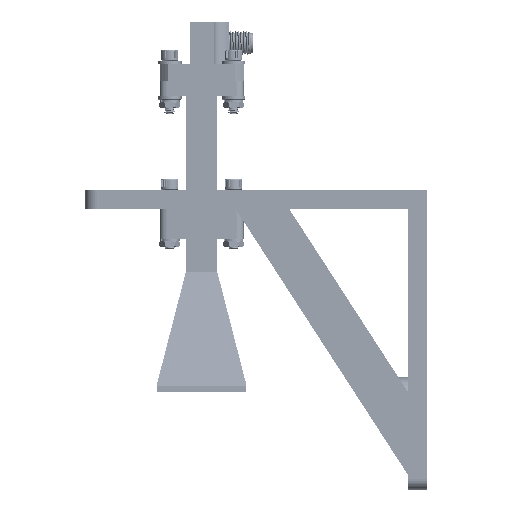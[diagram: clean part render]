
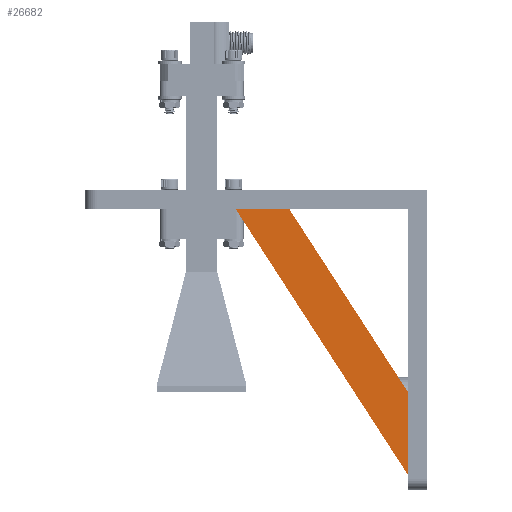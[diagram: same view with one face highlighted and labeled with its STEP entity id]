
A CAD part, left-side view. The second image highlights one B-rep face of the part: STEP entity #26682.
In plain terms, the highlighted planar face has unit normal (-1, 0, 0).
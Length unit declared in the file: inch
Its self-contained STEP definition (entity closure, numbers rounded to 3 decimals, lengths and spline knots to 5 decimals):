
#743 = FACE_OUTER_BOUND ( 'NONE', #43263, .T. ) ;
#865 = EDGE_CURVE ( 'NONE', #12073, #22292, #32276, .T. ) ;
#5127 = ORIENTED_EDGE ( 'NONE', *, *, #39687, .F. ) ;
#9456 = LINE ( 'NONE', #18539, #33808 ) ;
#12073 = VERTEX_POINT ( 'NONE', #12897 ) ;
#12897 = CARTESIAN_POINT ( 'NONE',  ( -1.22047, 1.44488, -0.19685 ) ) ;
#14009 = CARTESIAN_POINT ( 'NONE',  ( -1.22047, 2.00791, -0.19685 ) ) ;
#14666 = DIRECTION ( 'NONE',  ( 0., -0.544, -0.839 ) ) ;
#14790 = CARTESIAN_POINT ( 'NONE',  ( -1.22047, 0.19685, -2.99056 ) ) ;
#18339 = LINE ( 'NONE', #14790, #24501 ) ;
#18353 = VECTOR ( 'NONE', #14666, 39.37008 ) ;
#18497 = CARTESIAN_POINT ( 'NONE',  ( -1.22047, 0.19685, -2.12205 ) ) ;
#18539 = CARTESIAN_POINT ( 'NONE',  ( -1.22047, 1.44488, -0.19685 ) ) ;
#18664 = PLANE ( 'NONE',  #37003 ) ;
#18863 = ORIENTED_EDGE ( 'NONE', *, *, #865, .F. ) ;
#19555 = CARTESIAN_POINT ( 'NONE',  ( -1.22047, 2.00791, -0.19685 ) ) ;
#19805 = EDGE_CURVE ( 'NONE', #55124, #12073, #9456, .T. ) ;
#20133 = LINE ( 'NONE', #19555, #36161 ) ;
#20732 = EDGE_CURVE ( 'NONE', #22292, #23131, #18339, .T. ) ;
#21240 = ORIENTED_EDGE ( 'NONE', *, *, #19805, .F. ) ;
#22053 = ORIENTED_EDGE ( 'NONE', *, *, #20732, .F. ) ;
#22292 = VERTEX_POINT ( 'NONE', #56234 ) ;
#23131 = VERTEX_POINT ( 'NONE', #40902 ) ;
#24501 = VECTOR ( 'NONE', #32708, 39.37008 ) ;
#26682 = ADVANCED_FACE ( 'NONE', ( #743 ), #18664, .F. ) ;
#27631 = DIRECTION ( 'NONE',  ( 0., -1., 0. ) ) ;
#27764 = DIRECTION ( 'NONE',  ( 1., 0., 0. ) ) ;
#32276 = LINE ( 'NONE', #18497, #18353 ) ;
#32708 = DIRECTION ( 'NONE',  ( 0., 0., -1. ) ) ;
#33808 = VECTOR ( 'NONE', #27631, 39.37008 ) ;
#36161 = VECTOR ( 'NONE', #41579, 39.37008 ) ;
#36593 = CARTESIAN_POINT ( 'NONE',  ( -1.22047, 0., 0. ) ) ;
#37003 = AXIS2_PLACEMENT_3D ( 'NONE', #36593, #27764, #45707 ) ;
#39687 = EDGE_CURVE ( 'NONE', #23131, #55124, #20133, .T. ) ;
#40902 = CARTESIAN_POINT ( 'NONE',  ( -1.22047, 0.19685, -2.99056 ) ) ;
#41579 = DIRECTION ( 'NONE',  ( 0., 0.544, 0.839 ) ) ;
#43263 = EDGE_LOOP ( 'NONE', ( #22053, #18863, #21240, #5127 ) ) ;
#45707 = DIRECTION ( 'NONE',  ( 0., 0., -1. ) ) ;
#55124 = VERTEX_POINT ( 'NONE', #14009 ) ;
#56234 = CARTESIAN_POINT ( 'NONE',  ( -1.22047, 0.19685, -2.12205 ) ) ;
